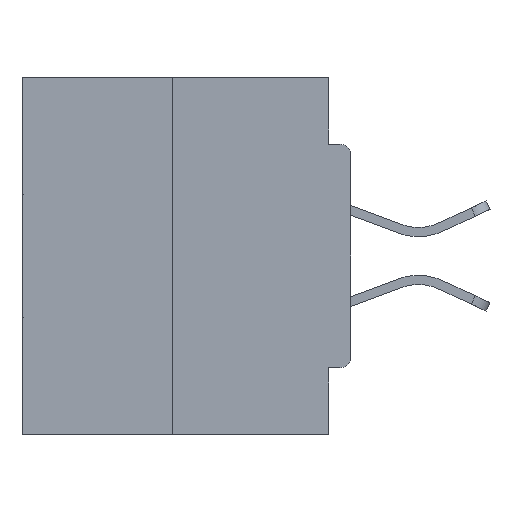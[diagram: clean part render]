
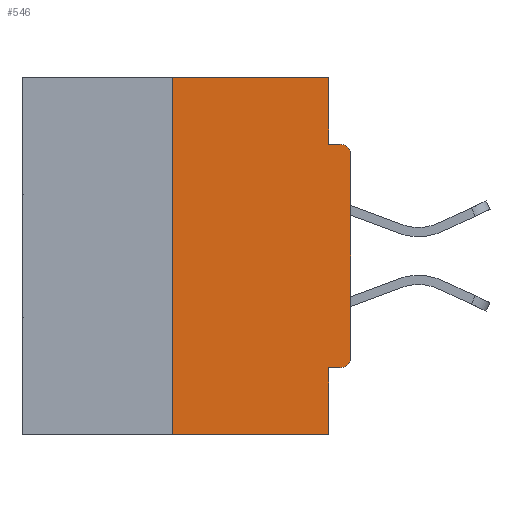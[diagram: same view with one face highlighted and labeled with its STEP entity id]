
A CAD part, left-side view. The second image highlights one B-rep face of the part: STEP entity #546.
In plain terms, the highlighted planar face has unit normal (-1, 0, 0).
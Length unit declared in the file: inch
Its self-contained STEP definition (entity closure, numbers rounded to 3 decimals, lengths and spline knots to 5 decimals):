
#546 = ADVANCED_FACE ( 'NONE', ( #28635 ), #2334, .F. ) ;
#1443 = ORIENTED_EDGE ( 'NONE', *, *, #25589, .T. ) ;
#1552 = VERTEX_POINT ( 'NONE', #2772 ) ;
#1729 = CARTESIAN_POINT ( 'NONE',  ( 0., 0.25, 0. ) ) ;
#1878 = DIRECTION ( 'NONE',  ( 0., 0., -1. ) ) ;
#1994 = CARTESIAN_POINT ( 'NONE',  ( 0., 0.46, 0. ) ) ;
#2334 = PLANE ( 'NONE',  #36001 ) ;
#2626 = DIRECTION ( 'NONE',  ( 0., 0., -1. ) ) ;
#2772 = CARTESIAN_POINT ( 'NONE',  ( 0., 0.015, -0.0935 ) ) ;
#2897 = VERTEX_POINT ( 'NONE', #35212 ) ;
#2947 = CARTESIAN_POINT ( 'NONE',  ( 0., 0.015, -0.4065 ) ) ;
#3206 = CARTESIAN_POINT ( 'NONE',  ( 0., 0.031, -0.5 ) ) ;
#4144 = CIRCLE ( 'NONE', #30547, 0.015 ) ;
#4357 = ORIENTED_EDGE ( 'NONE', *, *, #24579, .F. ) ;
#4376 = CARTESIAN_POINT ( 'NONE',  ( 0., 0.46, -0.5 ) ) ;
#4483 = LINE ( 'NONE', #1994, #27651 ) ;
#5511 = EDGE_CURVE ( 'NONE', #19013, #15124, #4144, .T. ) ;
#5928 = CARTESIAN_POINT ( 'NONE',  ( 0., 0.031, 0. ) ) ;
#6810 = VECTOR ( 'NONE', #22603, 39.37008 ) ;
#8068 = VERTEX_POINT ( 'NONE', #24923 ) ;
#8349 = ORIENTED_EDGE ( 'NONE', *, *, #29550, .F. ) ;
#8357 = EDGE_CURVE ( 'NONE', #37933, #21385, #12594, .T. ) ;
#8869 = ORIENTED_EDGE ( 'NONE', *, *, #12954, .F. ) ;
#9709 = EDGE_CURVE ( 'NONE', #15124, #13746, #27103, .T. ) ;
#11589 = CIRCLE ( 'NONE', #28232, 0.015 ) ;
#11613 = EDGE_LOOP ( 'NONE', ( #12089, #8349, #1443, #4357, #8869, #11998, #12448, #33413, #21818, #17617 ) ) ;
#11998 = ORIENTED_EDGE ( 'NONE', *, *, #5511, .T. ) ;
#12089 = ORIENTED_EDGE ( 'NONE', *, *, #32805, .F. ) ;
#12388 = CARTESIAN_POINT ( 'NONE',  ( 0., 0.25, 0. ) ) ;
#12448 = ORIENTED_EDGE ( 'NONE', *, *, #9709, .T. ) ;
#12594 = LINE ( 'NONE', #26550, #16813 ) ;
#12900 = CARTESIAN_POINT ( 'NONE',  ( 0., 0., -0.3915 ) ) ;
#12954 = EDGE_CURVE ( 'NONE', #19013, #2897, #28792, .T. ) ;
#13304 = CARTESIAN_POINT ( 'NONE',  ( 0., 0.015, -0.1085 ) ) ;
#13698 = CARTESIAN_POINT ( 'NONE',  ( 0., 0., 0. ) ) ;
#13746 = VERTEX_POINT ( 'NONE', #29140 ) ;
#14253 = CARTESIAN_POINT ( 'NONE',  ( 0., 0.46, 0. ) ) ;
#14390 = DIRECTION ( 'NONE',  ( 0., 0., -1. ) ) ;
#15124 = VERTEX_POINT ( 'NONE', #12900 ) ;
#15884 = EDGE_CURVE ( 'NONE', #13746, #1552, #11589, .T. ) ;
#16813 = VECTOR ( 'NONE', #2626, 39.37008 ) ;
#17042 = LINE ( 'NONE', #4376, #23217 ) ;
#17278 = DIRECTION ( 'NONE',  ( 1., 0., 0. ) ) ;
#17617 = ORIENTED_EDGE ( 'NONE', *, *, #8357, .F. ) ;
#18930 = DIRECTION ( 'NONE',  ( 0., 1., 0. ) ) ;
#19013 = VERTEX_POINT ( 'NONE', #2947 ) ;
#19502 = VECTOR ( 'NONE', #21466, 39.37008 ) ;
#19654 = CARTESIAN_POINT ( 'NONE',  ( 0., 0., -0.0935 ) ) ;
#19686 = EDGE_CURVE ( 'NONE', #21385, #1552, #30950, .T. ) ;
#21385 = VERTEX_POINT ( 'NONE', #32241 ) ;
#21466 = DIRECTION ( 'NONE',  ( 0., 0., 1. ) ) ;
#21818 = ORIENTED_EDGE ( 'NONE', *, *, #19686, .F. ) ;
#22603 = DIRECTION ( 'NONE',  ( 0., -1., 0. ) ) ;
#22949 = DIRECTION ( 'NONE',  ( 0., 0., 1. ) ) ;
#23176 = DIRECTION ( 'NONE',  ( 0., -1., 0. ) ) ;
#23217 = VECTOR ( 'NONE', #37980, 39.37008 ) ;
#23962 = DIRECTION ( 'NONE',  ( -1., 0., 0. ) ) ;
#24579 = EDGE_CURVE ( 'NONE', #2897, #32781, #31003, .T. ) ;
#24820 = VECTOR ( 'NONE', #27006, 39.37008 ) ;
#24923 = CARTESIAN_POINT ( 'NONE',  ( 0., 0.25, -0.5 ) ) ;
#25589 = EDGE_CURVE ( 'NONE', #8068, #32781, #17042, .T. ) ;
#25668 = CARTESIAN_POINT ( 'NONE',  ( 0., 0.031, -0.5 ) ) ;
#26550 = CARTESIAN_POINT ( 'NONE',  ( 0., 0.031, 0. ) ) ;
#27006 = DIRECTION ( 'NONE',  ( 0., 0., -1. ) ) ;
#27103 = LINE ( 'NONE', #13698, #29011 ) ;
#27651 = VECTOR ( 'NONE', #23176, 39.37008 ) ;
#28232 = AXIS2_PLACEMENT_3D ( 'NONE', #13304, #37503, #1878 ) ;
#28635 = FACE_OUTER_BOUND ( 'NONE', #11613, .T. ) ;
#28792 = LINE ( 'NONE', #34180, #30706 ) ;
#29011 = VECTOR ( 'NONE', #22949, 39.37008 ) ;
#29140 = CARTESIAN_POINT ( 'NONE',  ( 0., 0., -0.1085 ) ) ;
#29550 = EDGE_CURVE ( 'NONE', #8068, #39048, #38486, .T. ) ;
#30547 = AXIS2_PLACEMENT_3D ( 'NONE', #38529, #23962, #38780 ) ;
#30706 = VECTOR ( 'NONE', #18930, 39.37008 ) ;
#30950 = LINE ( 'NONE', #19654, #6810 ) ;
#31003 = LINE ( 'NONE', #3206, #24820 ) ;
#32241 = CARTESIAN_POINT ( 'NONE',  ( 0., 0.031, -0.0935 ) ) ;
#32781 = VERTEX_POINT ( 'NONE', #25668 ) ;
#32805 = EDGE_CURVE ( 'NONE', #39048, #37933, #4483, .T. ) ;
#33413 = ORIENTED_EDGE ( 'NONE', *, *, #15884, .T. ) ;
#34180 = CARTESIAN_POINT ( 'NONE',  ( 0., 0., -0.4065 ) ) ;
#35212 = CARTESIAN_POINT ( 'NONE',  ( 0., 0.031, -0.4065 ) ) ;
#36001 = AXIS2_PLACEMENT_3D ( 'NONE', #14253, #17278, #14390 ) ;
#37503 = DIRECTION ( 'NONE',  ( -1., 0., 0. ) ) ;
#37933 = VERTEX_POINT ( 'NONE', #5928 ) ;
#37980 = DIRECTION ( 'NONE',  ( 0., -1., 0. ) ) ;
#38486 = LINE ( 'NONE', #12388, #19502 ) ;
#38529 = CARTESIAN_POINT ( 'NONE',  ( 0., 0.015, -0.3915 ) ) ;
#38780 = DIRECTION ( 'NONE',  ( 0., 0., -1. ) ) ;
#39048 = VERTEX_POINT ( 'NONE', #1729 ) ;
